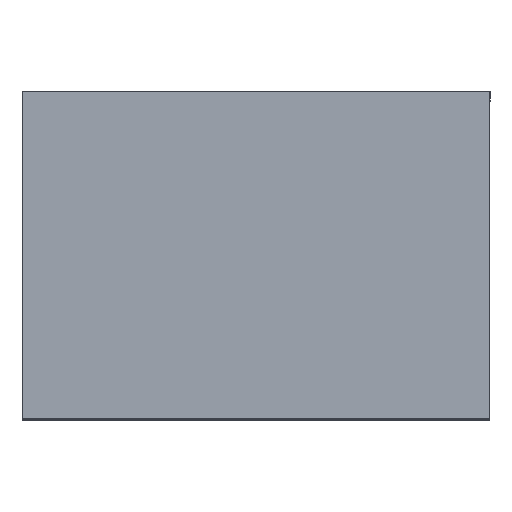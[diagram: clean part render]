
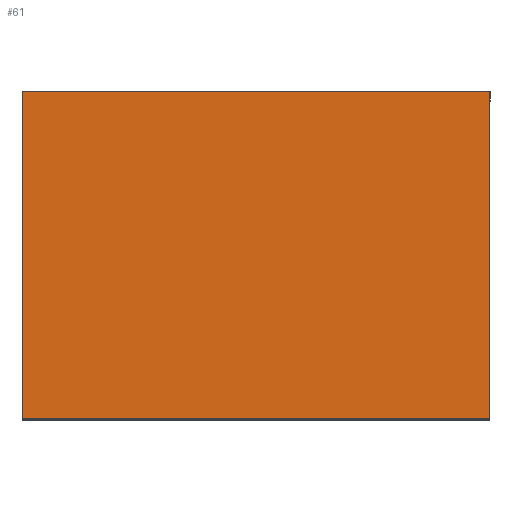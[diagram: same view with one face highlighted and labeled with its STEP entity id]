
A CAD part, top view. The second image highlights one B-rep face of the part: STEP entity #61.
In plain terms, the highlighted planar face has unit normal (0, 0, 1).
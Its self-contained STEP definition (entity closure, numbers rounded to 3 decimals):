
#8 = CARTESIAN_POINT ( 'NONE',  ( 0.25, -0.175, 0.5 ) ) ;
#61 = ADVANCED_FACE ( 'NONE', ( #5129 ), #4249, .F. ) ;
#162 = DIRECTION ( 'NONE',  ( 0., -1., 0. ) ) ;
#396 = DIRECTION ( 'NONE',  ( -1., 0., 0. ) ) ;
#495 = VERTEX_POINT ( 'NONE', #643 ) ;
#642 = LINE ( 'NONE', #4427, #4851 ) ;
#643 = CARTESIAN_POINT ( 'NONE',  ( 0.25, 0.175, 0.5 ) ) ;
#685 = VECTOR ( 'NONE', #5646, 1000. ) ;
#837 = ORIENTED_EDGE ( 'NONE', *, *, #2416, .T. ) ;
#868 = CARTESIAN_POINT ( 'NONE',  ( -0.25, 0.175, 0.5 ) ) ;
#957 = AXIS2_PLACEMENT_3D ( 'NONE', #3299, #5758, #396 ) ;
#1202 = ORIENTED_EDGE ( 'NONE', *, *, #1711, .F. ) ;
#1711 = EDGE_CURVE ( 'NONE', #495, #6168, #642, .T. ) ;
#1827 = CARTESIAN_POINT ( 'NONE',  ( -0.25, 0.175, 0.5 ) ) ;
#2129 = CARTESIAN_POINT ( 'NONE',  ( -0.25, -0.175, 0.5 ) ) ;
#2416 = EDGE_CURVE ( 'NONE', #5845, #5762, #5895, .T. ) ;
#2493 = EDGE_LOOP ( 'NONE', ( #837, #4156, #1202, #3553 ) ) ;
#2694 = VECTOR ( 'NONE', #3723, 1000. ) ;
#2829 = LINE ( 'NONE', #5160, #2694 ) ;
#3299 = CARTESIAN_POINT ( 'NONE',  ( 0.25, 0.175, 0.5 ) ) ;
#3553 = ORIENTED_EDGE ( 'NONE', *, *, #3957, .T. ) ;
#3576 = CARTESIAN_POINT ( 'NONE',  ( 0.25, -0.175, 0.5 ) ) ;
#3723 = DIRECTION ( 'NONE',  ( -1., 0., 0. ) ) ;
#3957 = EDGE_CURVE ( 'NONE', #495, #5845, #2829, .T. ) ;
#4156 = ORIENTED_EDGE ( 'NONE', *, *, #4881, .F. ) ;
#4249 = PLANE ( 'NONE',  #957 ) ;
#4427 = CARTESIAN_POINT ( 'NONE',  ( 0.25, 0.175, 0.5 ) ) ;
#4505 = DIRECTION ( 'NONE',  ( -1., 0., 0. ) ) ;
#4674 = VECTOR ( 'NONE', #4505, 1000. ) ;
#4851 = VECTOR ( 'NONE', #162, 1000. ) ;
#4881 = EDGE_CURVE ( 'NONE', #6168, #5762, #5200, .T. ) ;
#5129 = FACE_OUTER_BOUND ( 'NONE', #2493, .T. ) ;
#5160 = CARTESIAN_POINT ( 'NONE',  ( 0.25, 0.175, 0.5 ) ) ;
#5200 = LINE ( 'NONE', #3576, #4674 ) ;
#5646 = DIRECTION ( 'NONE',  ( 0., -1., 0. ) ) ;
#5758 = DIRECTION ( 'NONE',  ( 0., 0., -1. ) ) ;
#5762 = VERTEX_POINT ( 'NONE', #2129 ) ;
#5845 = VERTEX_POINT ( 'NONE', #868 ) ;
#5895 = LINE ( 'NONE', #1827, #685 ) ;
#6168 = VERTEX_POINT ( 'NONE', #8 ) ;
